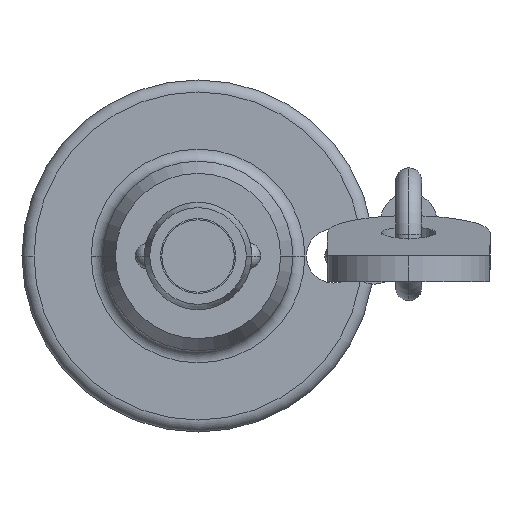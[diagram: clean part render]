
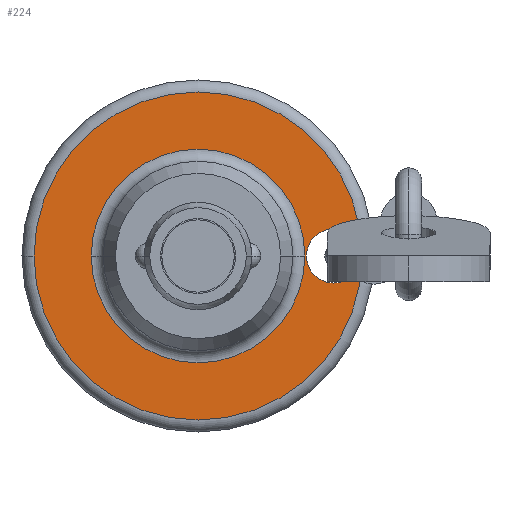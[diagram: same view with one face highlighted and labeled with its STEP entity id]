
A CAD part, left-side view. The second image highlights one B-rep face of the part: STEP entity #224.
In plain terms, the highlighted planar face has unit normal (-1, 0, 0).
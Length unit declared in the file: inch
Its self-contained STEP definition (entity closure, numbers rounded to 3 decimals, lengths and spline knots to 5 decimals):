
#71 = ORIENTED_EDGE ( 'NONE', *, *, #3432, .T. ) ;
#72 = EDGE_CURVE ( 'NONE', #325, #321, #1069, .T. ) ;
#85 = ORIENTED_EDGE ( 'NONE', *, *, #72, .T. ) ;
#86 = EDGE_LOOP ( 'NONE', ( #85, #71 ) ) ;
#87 = ORIENTED_EDGE ( 'NONE', *, *, #89, .T. ) ;
#88 = ORIENTED_EDGE ( 'NONE', *, *, #345, .T. ) ;
#89 = EDGE_CURVE ( 'NONE', #348, #342, #1039, .T. ) ;
#90 = EDGE_LOOP ( 'NONE', ( #87, #88 ) ) ;
#91 = ORIENTED_EDGE ( 'NONE', *, *, #3361, .T. ) ;
#92 = EDGE_CURVE ( 'NONE', #3348, #3326, #1096, .T. ) ;
#195 = ORIENTED_EDGE ( 'NONE', *, *, #92, .T. ) ;
#204 = EDGE_LOOP ( 'NONE', ( #195, #91 ) ) ;
#224 = ADVANCED_FACE ( 'NONE', ( #1361, #1359, #1358 ), #1357, .F. ) ;
#321 = VERTEX_POINT ( 'NONE', #1506 ) ;
#325 = VERTEX_POINT ( 'NONE', #1498 ) ;
#342 = VERTEX_POINT ( 'NONE', #1532 ) ;
#345 = EDGE_CURVE ( 'NONE', #342, #348, #1531, .T. ) ;
#348 = VERTEX_POINT ( 'NONE', #1579 ) ;
#1039 = CIRCLE ( 'NONE', #1100, 0.24653 ) ;
#1065 = DIRECTION ( 'NONE',  ( 0., 1., 0. ) ) ;
#1066 = DIRECTION ( 'NONE',  ( -1., 0., 0. ) ) ;
#1067 = CARTESIAN_POINT ( 'NONE',  ( 1.2075, 0., 0. ) ) ;
#1068 = AXIS2_PLACEMENT_3D ( 'NONE', #1067, #1066, #1065 ) ;
#1069 = CIRCLE ( 'NONE', #1068, 0.37847 ) ;
#1092 = DIRECTION ( 'NONE',  ( 0., 1., 0. ) ) ;
#1093 = DIRECTION ( 'NONE',  ( 1., 0., 0. ) ) ;
#1094 = CARTESIAN_POINT ( 'NONE',  ( 1.2075, -0.3125, 0. ) ) ;
#1095 = AXIS2_PLACEMENT_3D ( 'NONE', #1094, #1093, #1092 ) ;
#1096 = CIRCLE ( 'NONE', #1095, 0.0625 ) ;
#1097 = DIRECTION ( 'NONE',  ( 0., 1., 0. ) ) ;
#1098 = DIRECTION ( 'NONE',  ( 1., 0., 0. ) ) ;
#1099 = CARTESIAN_POINT ( 'NONE',  ( 1.2075, 0., 0. ) ) ;
#1100 = AXIS2_PLACEMENT_3D ( 'NONE', #1099, #1098, #1097 ) ;
#1352 = DIRECTION ( 'NONE',  ( 0., 1., 0. ) ) ;
#1353 = DIRECTION ( 'NONE',  ( 1., 0., 0. ) ) ;
#1354 = CARTESIAN_POINT ( 'NONE',  ( 1.2075, 0.21875, 0. ) ) ;
#1355 = AXIS2_PLACEMENT_3D ( 'NONE', #1354, #1353, #1352 ) ;
#1357 = PLANE ( 'NONE',  #1355 ) ;
#1358 = FACE_OUTER_BOUND ( 'NONE', #86, .T. ) ;
#1359 = FACE_BOUND ( 'NONE', #90, .T. ) ;
#1361 = FACE_BOUND ( 'NONE', #204, .T. ) ;
#1498 = CARTESIAN_POINT ( 'NONE',  ( 1.2075, 0.37847, 0. ) ) ;
#1506 = CARTESIAN_POINT ( 'NONE',  ( 1.2075, -0.37847, 0. ) ) ;
#1531 = CIRCLE ( 'NONE', #1588, 0.24653 ) ;
#1532 = CARTESIAN_POINT ( 'NONE',  ( 1.2075, -0.24653, 0. ) ) ;
#1579 = CARTESIAN_POINT ( 'NONE',  ( 1.2075, 0.24653, 0. ) ) ;
#1585 = DIRECTION ( 'NONE',  ( 0., 1., 0. ) ) ;
#1586 = DIRECTION ( 'NONE',  ( 1., 0., 0. ) ) ;
#1587 = CARTESIAN_POINT ( 'NONE',  ( 1.2075, 0., 0. ) ) ;
#1588 = AXIS2_PLACEMENT_3D ( 'NONE', #1587, #1586, #1585 ) ;
#2927 = CARTESIAN_POINT ( 'NONE',  ( 1.2075, -0.375, 0. ) ) ;
#2986 = CARTESIAN_POINT ( 'NONE',  ( 1.2075, -0.25, 0. ) ) ;
#3014 = DIRECTION ( 'NONE',  ( 0., 1., 0. ) ) ;
#3015 = DIRECTION ( 'NONE',  ( 1., 0., 0. ) ) ;
#3016 = CARTESIAN_POINT ( 'NONE',  ( 1.2075, -0.3125, 0. ) ) ;
#3017 = AXIS2_PLACEMENT_3D ( 'NONE', #3016, #3015, #3014 ) ;
#3018 = CIRCLE ( 'NONE', #3017, 0.0625 ) ;
#3118 = DIRECTION ( 'NONE',  ( 0., 1., 0. ) ) ;
#3119 = DIRECTION ( 'NONE',  ( -1., 0., 0. ) ) ;
#3120 = CARTESIAN_POINT ( 'NONE',  ( 1.2075, 0., 0. ) ) ;
#3121 = AXIS2_PLACEMENT_3D ( 'NONE', #3120, #3119, #3118 ) ;
#3122 = CIRCLE ( 'NONE', #3121, 0.37847 ) ;
#3326 = VERTEX_POINT ( 'NONE', #2927 ) ;
#3348 = VERTEX_POINT ( 'NONE', #2986 ) ;
#3361 = EDGE_CURVE ( 'NONE', #3326, #3348, #3018, .T. ) ;
#3432 = EDGE_CURVE ( 'NONE', #321, #325, #3122, .T. ) ;
